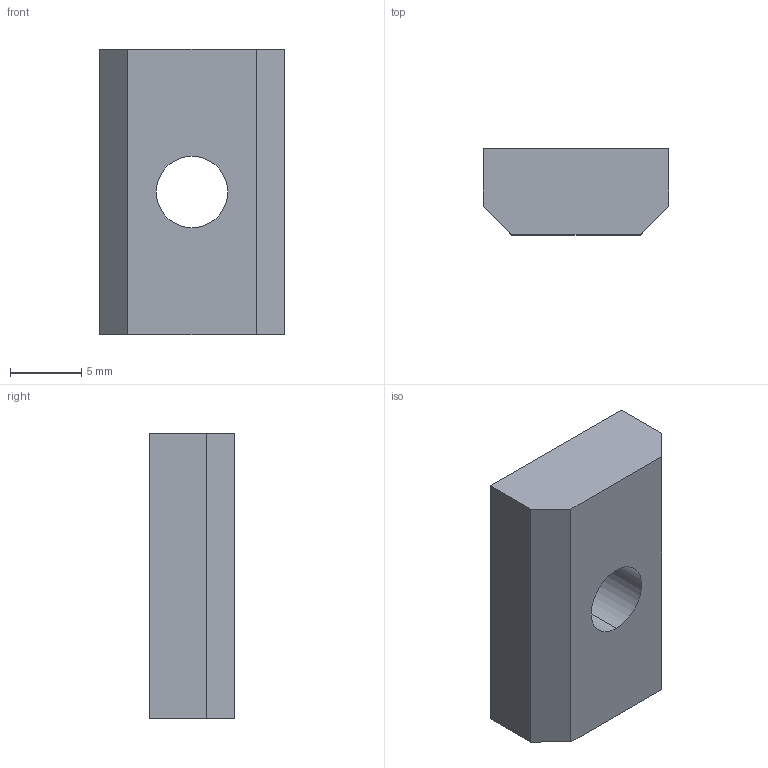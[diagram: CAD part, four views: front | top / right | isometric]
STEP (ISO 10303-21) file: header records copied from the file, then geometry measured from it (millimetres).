
FILE_DESCRIPTION (( 'STEP AP203' ), '1' );
FILE_NAME ('084.302.042.STEP', '2013-01-25T09:08:45', ( 'Alusic' ), ( 'Alusic' ), 'SwSTEP 2.0', 'SolidWorks 2011', '' );
FILE_SCHEMA (( 'CONFIG_CONTROL_DESIGN' ));
Length unit declared in the file: millimetre
Products named in the file (1): 084.302.042
Bounding box: 13 x 6 x 20 mm (x, y, z)
Volume: 1362.2 mm3; surface area: 916.1 mm2
Topology: 1 solids, 1 shells, 10 faces, 24 edges, 16 vertices
Faces by surface type: plane 8, cylinder 2
Entity records: 373 total; most frequent: CARTESIAN_POINT 51, DIRECTION 50, ORIENTED_EDGE 48, EDGE_CURVE 24, VECTOR 20, LINE 20, VERTEX_POINT 16, AXIS2_PLACEMENT_3D 15
